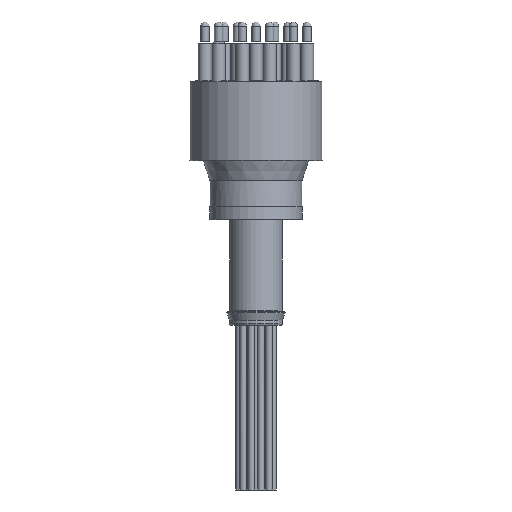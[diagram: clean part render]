
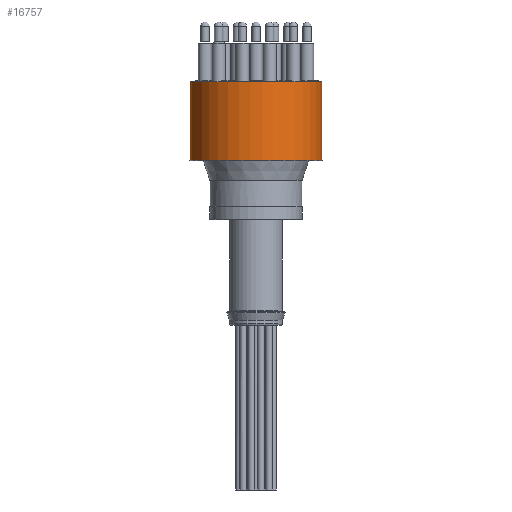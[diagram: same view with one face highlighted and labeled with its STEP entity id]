
A CAD part, front view. The second image highlights one B-rep face of the part: STEP entity #16757.
In plain terms, the highlighted cylindrical face has radius 15.875 mm (diameter 31.75 mm), a full revolution.
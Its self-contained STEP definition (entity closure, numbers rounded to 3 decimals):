
#1483=CIRCLE('',#18267,15.875);
#1487=CIRCLE('',#18271,15.875);
#1488=CIRCLE('',#18272,15.875);
#1489=CIRCLE('',#18274,15.875);
#1490=CIRCLE('',#18275,15.875);
#2077=FACE_OUTER_BOUND('',#2992,.T.);
#2992=EDGE_LOOP('',(#12505,#12506,#12507,#12508,#12509,#12510,#12511));
#4598=LINE('',#29200,#5420);
#5420=VECTOR('',#20884,15.875);
#7014=VERTEX_POINT('',#29187);
#7015=VERTEX_POINT('',#29188);
#7018=VERTEX_POINT('',#29195);
#7019=VERTEX_POINT('',#29199);
#7020=VERTEX_POINT('',#29201);
#9113=EDGE_CURVE('',#7014,#7015,#1483,.T.);
#9117=EDGE_CURVE('',#7015,#7018,#1487,.T.);
#9118=EDGE_CURVE('',#7018,#7014,#1488,.T.);
#9119=EDGE_CURVE('',#7018,#7019,#4598,.T.);
#9120=EDGE_CURVE('',#7020,#7019,#1489,.T.);
#9121=EDGE_CURVE('',#7019,#7020,#1490,.T.);
#12505=ORIENTED_EDGE('',*,*,#9113,.F.);
#12506=ORIENTED_EDGE('',*,*,#9118,.F.);
#12507=ORIENTED_EDGE('',*,*,#9119,.T.);
#12508=ORIENTED_EDGE('',*,*,#9120,.F.);
#12509=ORIENTED_EDGE('',*,*,#9121,.F.);
#12510=ORIENTED_EDGE('',*,*,#9119,.F.);
#12511=ORIENTED_EDGE('',*,*,#9117,.F.);
#15418=CYLINDRICAL_SURFACE('',#18273,15.875);
#16757=ADVANCED_FACE('',(#2077),#15418,.T.);
#18267=AXIS2_PLACEMENT_3D('',#29189,#20870,#20871);
#18271=AXIS2_PLACEMENT_3D('',#29196,#20878,#20879);
#18272=AXIS2_PLACEMENT_3D('',#29197,#20880,#20881);
#18273=AXIS2_PLACEMENT_3D('',#29198,#20882,#20883);
#18274=AXIS2_PLACEMENT_3D('',#29202,#20885,#20886);
#18275=AXIS2_PLACEMENT_3D('',#29203,#20887,#20888);
#20870=DIRECTION('center_axis',(0.,0.,
-1.));
#20871=DIRECTION('ref_axis',(0.,-1.,0.));
#20878=DIRECTION('center_axis',(0.,0.,
-1.));
#20879=DIRECTION('ref_axis',(0.,-1.,0.));
#20880=DIRECTION('center_axis',(0.,0.,
-1.));
#20881=DIRECTION('ref_axis',(0.,-1.,0.));
#20882=DIRECTION('center_axis',(0.,0.,
-1.));
#20883=DIRECTION('ref_axis',(-0.966,-0.259,0.));
#20884=DIRECTION('',(0.,0.,1.));
#20885=DIRECTION('center_axis',(0.,0.,
1.));
#20886=DIRECTION('ref_axis',(-0.966,-0.259,0.));
#20887=DIRECTION('center_axis',(0.,0.,
1.));
#20888=DIRECTION('ref_axis',(-0.966,-0.259,0.));
#29187=CARTESIAN_POINT('',(-15.334,-4.109,-44.323));
#29188=CARTESIAN_POINT('',(0.,15.875,-44.323));
#29189=CARTESIAN_POINT('Origin',(0.,0.,-44.323));
#29195=CARTESIAN_POINT('',(15.334,4.109,-44.323));
#29196=CARTESIAN_POINT('Origin',(0.,0.,-44.323));
#29197=CARTESIAN_POINT('Origin',(0.,0.,-44.323));
#29198=CARTESIAN_POINT('Origin',(0.,0.,
-15.875));
#29199=CARTESIAN_POINT('',(15.334,4.109,-25.4));
#29200=CARTESIAN_POINT('',(15.334,4.109,-15.875));
#29201=CARTESIAN_POINT('',(-15.334,-4.109,-25.4));
#29202=CARTESIAN_POINT('Origin',(0.,0.,
-25.4));
#29203=CARTESIAN_POINT('Origin',(0.,0.,
-25.4));
